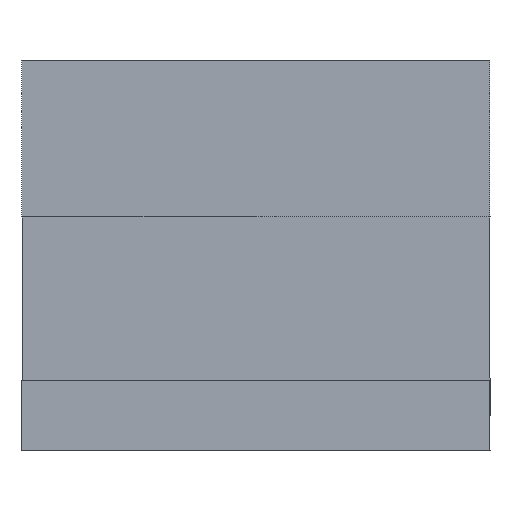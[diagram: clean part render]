
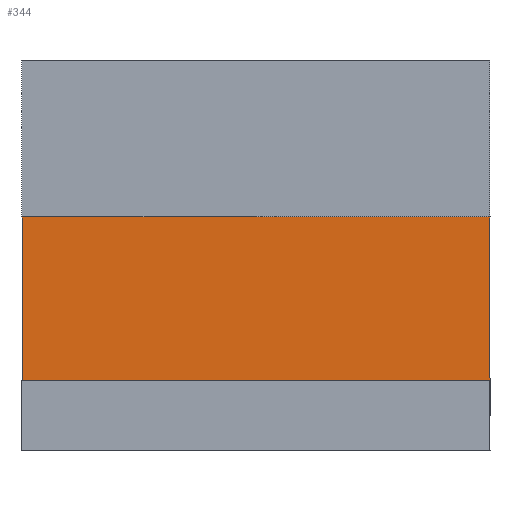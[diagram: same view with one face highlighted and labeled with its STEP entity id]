
A CAD part, left-side view. The second image highlights one B-rep face of the part: STEP entity #344.
In plain terms, the highlighted planar face has unit normal (-1, 0, 0).
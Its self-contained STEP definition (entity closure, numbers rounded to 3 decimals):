
#74=ORIENTED_EDGE('',*,*,#107,.T.);
#75=ORIENTED_EDGE('',*,*,#115,.T.);
#76=ORIENTED_EDGE('',*,*,#97,.F.);
#77=ORIENTED_EDGE('',*,*,#117,.F.);
#97=EDGE_CURVE('',#127,#128,#149,.T.);
#107=EDGE_CURVE('',#134,#133,#159,.T.);
#115=EDGE_CURVE('',#133,#128,#163,.T.);
#117=EDGE_CURVE('',#134,#127,#164,.T.);
#127=VERTEX_POINT('',#458);
#128=VERTEX_POINT('',#459);
#133=VERTEX_POINT('',#475);
#134=VERTEX_POINT('',#477);
#149=LINE('',#457,#173);
#159=LINE('',#476,#183);
#163=LINE('',#492,#187);
#164=LINE('',#496,#188);
#173=VECTOR('',#389,1000.);
#183=VECTOR('',#403,1000.);
#187=VECTOR('',#421,1000.);
#188=VECTOR('',#426,1000.);
#202=EDGE_LOOP('',(#74,#75,#76,#77));
#224=FACE_BOUND('',#202,.T.);
#241=PLANE('',#367);
#344=ADVANCED_FACE('',(#224),#241,.F.);
#367=AXIS2_PLACEMENT_3D('',#495,#424,#425);
#389=DIRECTION('',(0.,0.,1.));
#403=DIRECTION('',(0.,0.,1.));
#421=DIRECTION('',(0.,1.,0.));
#424=DIRECTION('',(1.,0.,0.));
#425=DIRECTION('',(0.,0.,-1.));
#426=DIRECTION('',(0.,1.,0.));
#457=CARTESIAN_POINT('',(20.5,15.,10.));
#458=CARTESIAN_POINT('',(20.5,15.,-10.5));
#459=CARTESIAN_POINT('',(20.5,15.,0.));
#475=CARTESIAN_POINT('',(20.5,-15.,0.));
#476=CARTESIAN_POINT('',(20.5,-15.,10.));
#477=CARTESIAN_POINT('',(20.5,-15.,-10.5));
#492=CARTESIAN_POINT('',(20.5,-88.573,0.));
#495=CARTESIAN_POINT('',(20.5,-88.573,0.));
#496=CARTESIAN_POINT('',(20.5,-88.573,-10.5));
